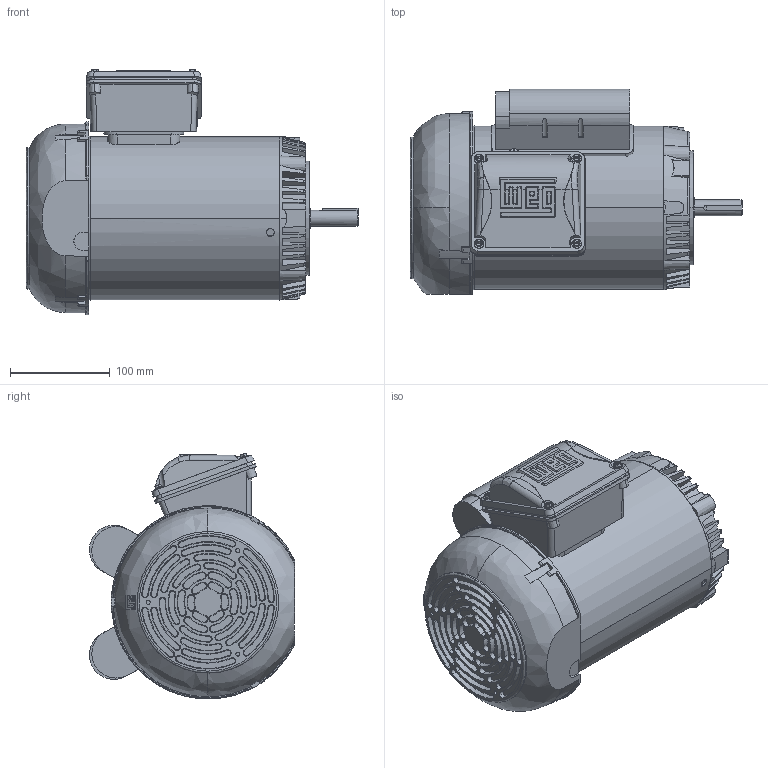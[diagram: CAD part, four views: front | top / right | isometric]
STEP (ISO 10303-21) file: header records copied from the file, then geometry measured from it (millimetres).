
FILE_DESCRIPTION (( 'STEP AP214' ), '1' );
FILE_NAME ('56C_1PH_TEFC_GP_13114_FL_02CAP fxt.STEP', '2022-10-05T17:15:52', ( '' ), ( '' ), 'SwSTEP 2.0', 'SolidWorks 2021', '' );
FILE_SCHEMA (( 'AUTOMOTIVE_DESIGN' ));
Length unit declared in the file: inch
Products named in the file (1): 56C_1PH_TEFC_GP_13114_FL_02CAP fxt
Bounding box: 333.1 x 205.9 x 246.67 mm (x, y, z)
Volume: 7313644.4 mm3; surface area: 457285 mm2
Topology: 16 solids, 16 shells, 1228 faces, 3193 edges, 2068 vertices
Faces by surface type: plane 475, cylinder 318, cone 291, bspline 144
Entity records: 44435 total; most frequent: CARTESIAN_POINT 15839, ORIENTED_EDGE 6366, DIRECTION 5465, EDGE_CURVE 3183, AXIS2_PLACEMENT_3D 2075, VERTEX_POINT 2068, LINE 1315, VECTOR 1315
